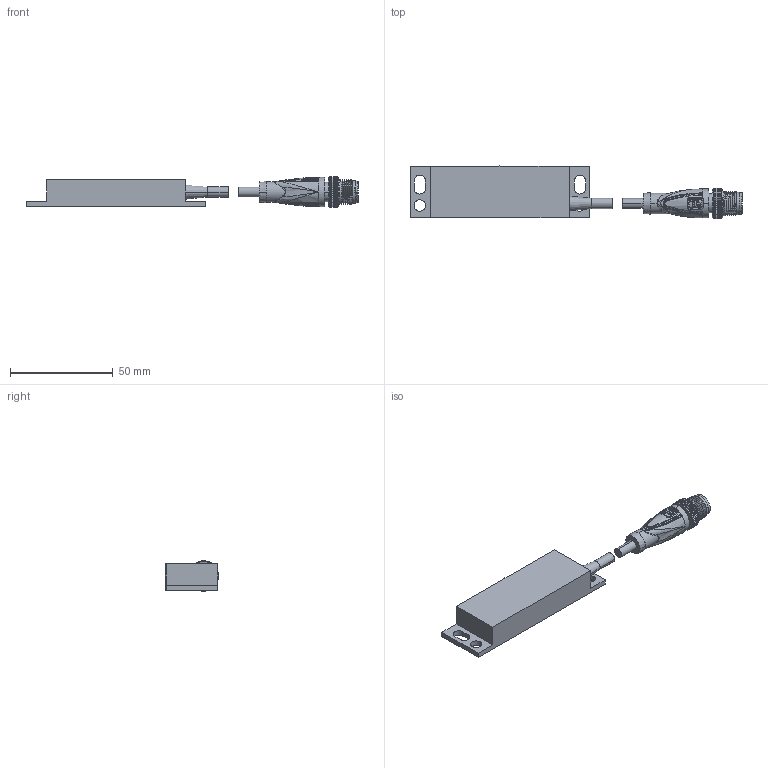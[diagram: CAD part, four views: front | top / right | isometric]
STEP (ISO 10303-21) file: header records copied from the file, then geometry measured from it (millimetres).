
FILE_DESCRIPTION((''),'2;1');
FILE_NAME('DM_CAD-2092_SW0001','2015-03-20T',('Creinig-se'),(''),'PRO/ENGINEER BY PARAMETRIC TECHNOLOGY CORPORATION, 2013050','PRO/ENGINEER BY PARAMETRIC TECHNOLOGY CORPORATION, 2013050','');
FILE_SCHEMA(('CONFIG_CONTROL_DESIGN'));
Length unit declared in the file: millimetre
Products named in the file (1): DM_CAD-2092_SW0001
Bounding box: 161.7 x 25.89 x 14.8 mm (x, y, z)
Volume: 28655.4 mm3; surface area: 11044 mm2
Topology: 2 solids, 2 shells, 527 faces, 1298 edges, 786 vertices
Faces by surface type: plane 264, cylinder 125, bspline 101, cone 17, torus 12, sphere 8
Entity records: 26404 total; most frequent: CARTESIAN_POINT 12990, ORIENTED_EDGE 2580, DIRECTION 2287, EDGE_CURVE 1290, AXIS2_PLACEMENT_3D 881, VERTEX_POINT 786, EDGE_LOOP 554, FACE_OUTER_BOUND 527
